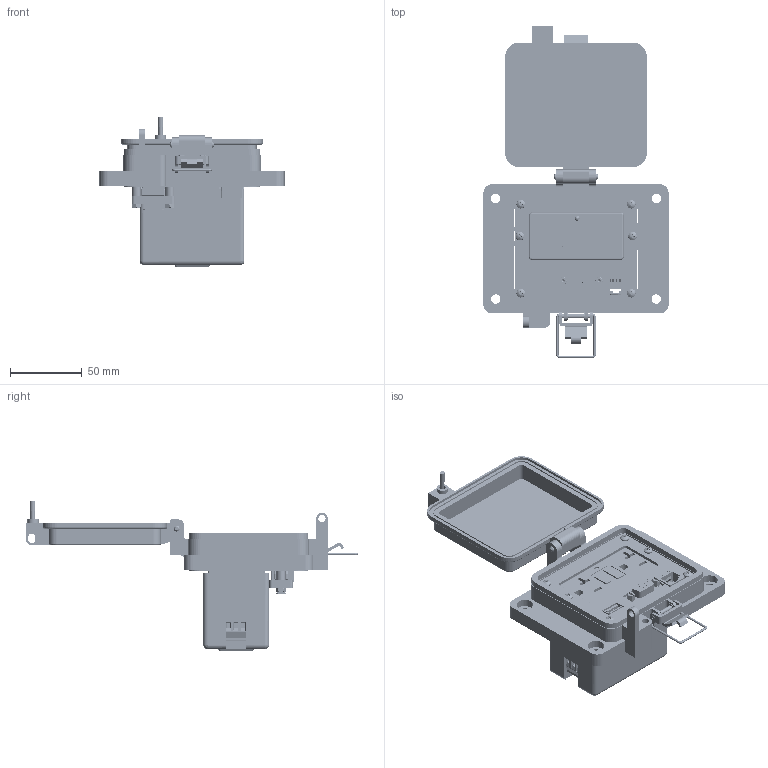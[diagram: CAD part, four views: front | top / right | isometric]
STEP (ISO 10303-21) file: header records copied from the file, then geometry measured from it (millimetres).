
FILE_DESCRIPTION (( 'STEP AP214' ), '1' );
FILE_NAME ('P-P22Q7R2-K3RF0_3D.STEP', '2017-10-20T12:46:59', ( '' ), ( '' ), 'SwSTEP 2.0', 'SolidWorks 2017', '' );
FILE_SCHEMA (( 'AUTOMOTIVE_DESIGN' ));
Length unit declared in the file: millimetre
Products named in the file (19): RF_RF Clipped; Z-200-OTLT-RIOF_RF Clipped; R2; Z-300-RJ45CAT5; P-P22Q7R2-K3RF0_FP; Q7; Z-BULK-DB9MF; 90480A005_LOW-STRENGTH STEEL HEX NUT_90480A005; Z_001_SPR1_94639A306; 90273A117_ZINC-PLATED STL FLAT HEAD PHIL MACHINE SCREW_90273A117; P-P22Q7R2-K3RF0_TP2; P22; Z-300-USB-A-FF; 90272A106_ZINC-PLTD STL PAN HEAD PHILLIPS MACHINE SCREW_90272A106; P-P22Q7R2-K3RF0_TP1; P-P22Q7R2-K3RF0_BP; Z-H-K3_B; P-P22Q7R2-K3RF0_3D; 92005A124_METRIC PAN HEAD PHILLIPS MACHINE SCREW_92005A124
Assembly tree (30 placements, depth 3):
  P-P22Q7R2-K3RF0_3D
    P-P22Q7R2-K3RF0_BP
    P-P22Q7R2-K3RF0_TP1
    90272A106_ZINC-PLTD STL PAN HEAD PHILLIPS MACHINE SCREW_90272A106  x4
    P22
      Z-300-USB-A-FF
    P-P22Q7R2-K3RF0_TP2
    90273A117_ZINC-PLATED STL FLAT HEAD PHIL MACHINE SCREW_90273A117  x2
    Z_001_SPR1_94639A306  x2
    90480A005_LOW-STRENGTH STEEL HEX NUT_90480A005  x2
    Q7
      Z-BULK-DB9MF
    P-P22Q7R2-K3RF0_FP  x2
    R2
      Z-300-RJ45CAT5
    RF_RF Clipped
      Z-200-OTLT-RIOF_RF Clipped
    92005A124_METRIC PAN HEAD PHILLIPS MACHINE SCREW_92005A124  x6
    Z-H-K3_B
Bounding box: 129 x 231.28 x 104.22 mm (x, y, z)
Volume: 291170 mm3; surface area: 182539.1 mm2
Topology: 41 solids, 41 shells, 5075 faces, 14071 edges, 9219 vertices
Faces by surface type: cylinder 2224, plane 2108, bspline 412, cone 235, torus 60, sphere 36
Entity records: 151002 total; most frequent: CARTESIAN_POINT 41879, ORIENTED_EDGE 19134, DIRECTION 15817, EDGE_CURVE 9567, VERTEX_POINT 6266, LINE 6155, VECTOR 6155, AXIS2_PLACEMENT_3D 4831
